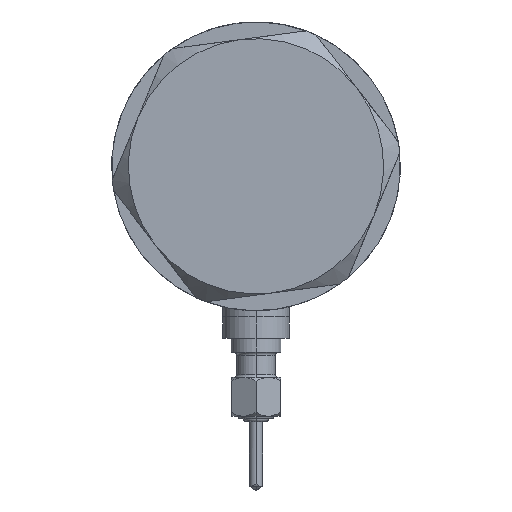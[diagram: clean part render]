
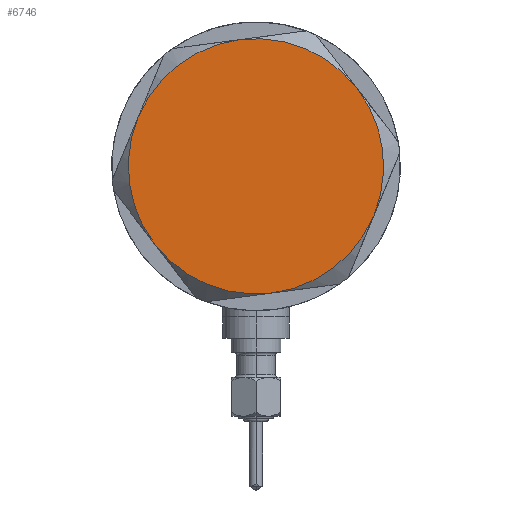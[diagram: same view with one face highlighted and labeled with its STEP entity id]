
A CAD part, left-side view. The second image highlights one B-rep face of the part: STEP entity #6746.
In plain terms, the highlighted face is planar.
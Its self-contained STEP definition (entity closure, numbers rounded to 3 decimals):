
#37 = EDGE_CURVE ( 'NONE', #233, #3937, #1005, .T. ) ;
#191 = EDGE_CURVE ( 'NONE', #6017, #233, #234, .T. ) ;
#220 = EDGE_LOOP ( 'NONE', ( #748, #4792, #1978, #2753, #610, #3476 ) ) ;
#233 = VERTEX_POINT ( 'NONE', #582 ) ;
#234 = CIRCLE ( 'NONE', #6239, 23. ) ;
#242 = DIRECTION ( 'NONE',  ( 0., 0., 1. ) ) ;
#269 = VERTEX_POINT ( 'NONE', #1127 ) ;
#311 = EDGE_CURVE ( 'NONE', #807, #2102, #2225, .T. ) ;
#349 = CARTESIAN_POINT ( 'NONE',  ( 0., 0., 9. ) ) ;
#489 = CARTESIAN_POINT ( 'NONE',  ( 0., 0., 9. ) ) ;
#521 = CARTESIAN_POINT ( 'NONE',  ( 0., 0., 9. ) ) ;
#582 = CARTESIAN_POINT ( 'NONE',  ( -11.5, 19.919, 9. ) ) ;
#610 = ORIENTED_EDGE ( 'NONE', *, *, #5022, .T. ) ;
#748 = ORIENTED_EDGE ( 'NONE', *, *, #311, .T. ) ;
#807 = VERTEX_POINT ( 'NONE', #1774 ) ;
#1005 = CIRCLE ( 'NONE', #2666, 23. ) ;
#1127 = CARTESIAN_POINT ( 'NONE',  ( -11.5, -19.919, 9. ) ) ;
#1315 = EDGE_CURVE ( 'NONE', #269, #807, #6250, .T. ) ;
#1377 = CARTESIAN_POINT ( 'NONE',  ( 0., 0., 9. ) ) ;
#1441 = DIRECTION ( 'NONE',  ( 0., 0., 1. ) ) ;
#1525 = DIRECTION ( 'NONE',  ( 1., 0., 0. ) ) ;
#1561 = DIRECTION ( 'NONE',  ( 0., 0., 1. ) ) ;
#1633 = CARTESIAN_POINT ( 'NONE',  ( 23., 0., 9. ) ) ;
#1680 = DIRECTION ( 'NONE',  ( 1., 0., 0. ) ) ;
#1719 = CARTESIAN_POINT ( 'NONE',  ( 0., 0., 9. ) ) ;
#1774 = CARTESIAN_POINT ( 'NONE',  ( 11.5, -19.919, 9. ) ) ;
#1841 = DIRECTION ( 'NONE',  ( 1., 0., 0. ) ) ;
#1927 = CARTESIAN_POINT ( 'NONE',  ( 0., 0., 9. ) ) ;
#1978 = ORIENTED_EDGE ( 'NONE', *, *, #191, .T. ) ;
#2102 = VERTEX_POINT ( 'NONE', #1633 ) ;
#2225 = CIRCLE ( 'NONE', #6122, 23. ) ;
#2533 = DIRECTION ( 'NONE',  ( 1., 0., 0. ) ) ;
#2568 = DIRECTION ( 'NONE',  ( 0., 0., 1. ) ) ;
#2666 = AXIS2_PLACEMENT_3D ( 'NONE', #1377, #3488, #6052 ) ;
#2690 = AXIS2_PLACEMENT_3D ( 'NONE', #349, #5267, #2533 ) ;
#2753 = ORIENTED_EDGE ( 'NONE', *, *, #37, .T. ) ;
#2911 = CIRCLE ( 'NONE', #2690, 23. ) ;
#3017 = DIRECTION ( 'NONE',  ( 1., 0., 0. ) ) ;
#3476 = ORIENTED_EDGE ( 'NONE', *, *, #1315, .T. ) ;
#3488 = DIRECTION ( 'NONE',  ( 0., 0., 1. ) ) ;
#3563 = EDGE_CURVE ( 'NONE', #2102, #6017, #2911, .T. ) ;
#3667 = DIRECTION ( 'NONE',  ( 1., 0., 0. ) ) ;
#3937 = VERTEX_POINT ( 'NONE', #5489 ) ;
#4155 = AXIS2_PLACEMENT_3D ( 'NONE', #489, #1561, #3667 ) ;
#4169 = AXIS2_PLACEMENT_3D ( 'NONE', #5959, #242, #1841 ) ;
#4374 = FACE_OUTER_BOUND ( 'NONE', #220, .T. ) ;
#4409 = PLANE ( 'NONE',  #4169 ) ;
#4792 = ORIENTED_EDGE ( 'NONE', *, *, #3563, .T. ) ;
#4794 = DIRECTION ( 'NONE',  ( 0., 0., 1. ) ) ;
#5022 = EDGE_CURVE ( 'NONE', #3937, #269, #5057, .T. ) ;
#5025 = AXIS2_PLACEMENT_3D ( 'NONE', #1927, #2568, #3017 ) ;
#5057 = CIRCLE ( 'NONE', #4155, 23. ) ;
#5267 = DIRECTION ( 'NONE',  ( 0., 0., 1. ) ) ;
#5489 = CARTESIAN_POINT ( 'NONE',  ( -23., 0., 9. ) ) ;
#5959 = CARTESIAN_POINT ( 'NONE',  ( 0., 0., 9. ) ) ;
#6017 = VERTEX_POINT ( 'NONE', #6750 ) ;
#6052 = DIRECTION ( 'NONE',  ( 1., 0., 0. ) ) ;
#6122 = AXIS2_PLACEMENT_3D ( 'NONE', #1719, #4794, #1680 ) ;
#6239 = AXIS2_PLACEMENT_3D ( 'NONE', #521, #1441, #1525 ) ;
#6250 = CIRCLE ( 'NONE', #5025, 23. ) ;
#6746 = ADVANCED_FACE ( 'NONE', ( #4374 ), #4409, .T. ) ;
#6750 = CARTESIAN_POINT ( 'NONE',  ( 11.5, 19.919, 9. ) ) ;
